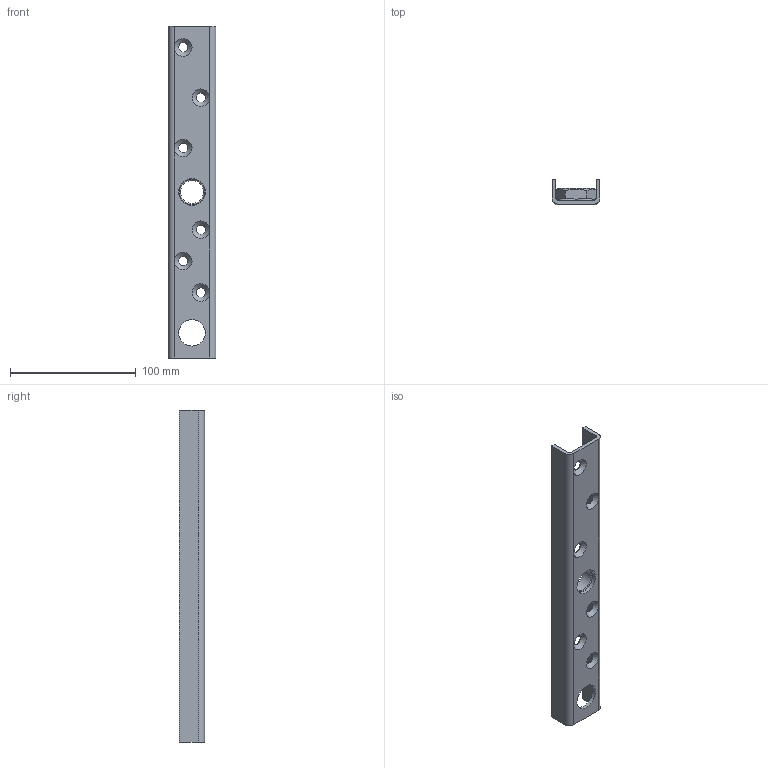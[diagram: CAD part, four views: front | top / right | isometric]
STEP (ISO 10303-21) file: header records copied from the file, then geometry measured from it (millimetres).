
FILE_DESCRIPTION(/* description */ (''),/* implementation_level */ '2;1');
FILE_NAME(/* name */ '86SW.stp',/* time_stamp */ '2017-04-05T08:24:18+02:00',/* author */ ('Giuliano'),/* organization */ (''),/* preprocessor_version */ 'ST-DEVELOPER v16.5',/* originating_system */ 'Autodesk Inventor 2017',/* authorisation */ '');
FILE_SCHEMA (('AUTOMOTIVE_DESIGN { 1 0 10303 214 3 1 1 }'));
Length unit declared in the file: millimetre
Products named in the file (3): 86SW; 18592; 06070
Assembly tree (2 placements, depth 2):
  86SW
    18592
    06070
Bounding box: 38 x 20 x 264 mm (x, y, z)
Volume: 56315.2 mm3; surface area: 39850.1 mm2
Topology: 2 solids, 2 shells, 59 faces, 156 edges, 95 vertices
Faces by surface type: plane 24, cone 22, cylinder 13
Full cylindrical faces by diameter (mm): 7.5 x6, 18.376 x1, 21 x2
Entity records: 1650 total; most frequent: DIRECTION 282, CARTESIAN_POINT 282, ORIENTED_EDGE 224, AXIS2_PLACEMENT_3D 118, EDGE_CURVE 112, EDGE_LOOP 102, VERTEX_POINT 82, FACE_OUTER_BOUND 59
